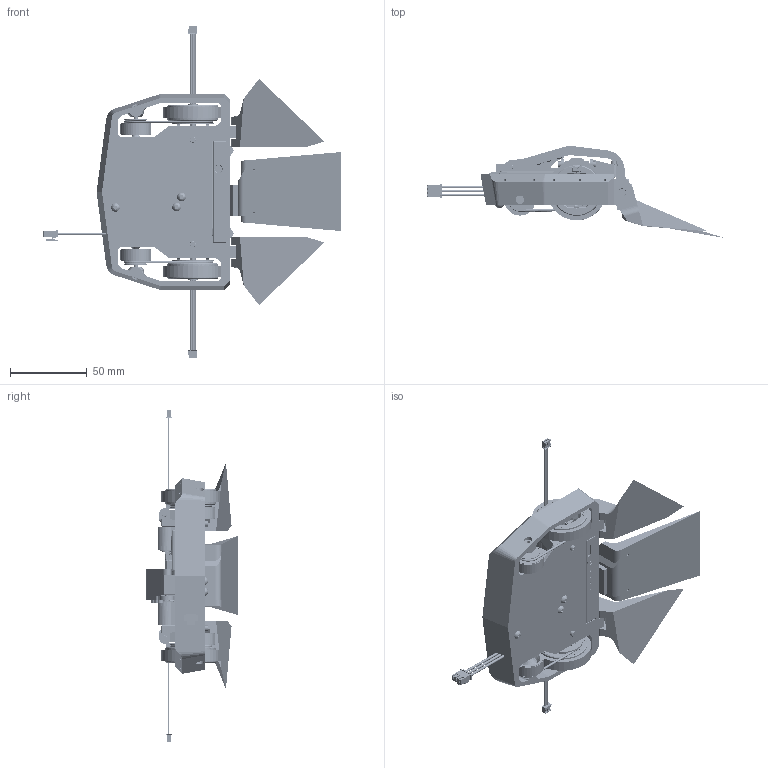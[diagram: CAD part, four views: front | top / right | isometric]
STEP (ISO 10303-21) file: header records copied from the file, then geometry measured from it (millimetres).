
FILE_DESCRIPTION(/* description */ (''),/* implementation_level */ '2;1');
FILE_NAME(/* name */ '黑厨子V2-模型总览（装配参考_可编辑）.stp',/* time_stamp */ '2024-08-19T17:47:45+08:00',/* author */ ('13326471722'),/* organization */ (''),/* preprocessor_version */ 'ST-DEVELOPER v18.1',/* originating_system */ 'Autodesk Inventor 2021',/* authorisation */ '');
FILE_SCHEMA (('AUTOMOTIVE_DESIGN { 1 0 10303 214 3 1 1 }'));
Products named in the file (39): 黑厨子-模型总览（装配参考_
可编辑）; 37MM00_ASM_9_ASM; 20230110-0001_8; M337MM00_8; 37MM0002_3; GB70_3-M3X6-12_9_3; 0020_15; 002_10-83079; 4X3XM30001_6; 00_28; 002_37; 00_54; O000_10; 002_22; 002_25; PRT0001_21; 3000_17; 0029_12; GB70_1-M2X6-8_8_3; M2X80001_1; 002_14; 002_10-102101; PRT0002_3; M2-5X18_5; 2_5X16XM20001_6; EM40D202312260001_ASM; 0007_ASM_52_ASM; 000_ASM_10_ASM; HY2_0-3PIN00_2-13258; XHB2_54-3PIN00_2-26166; HY2_0-3PIN00_2-31427; SH1_25-4PIN00_1; ZH1_5-3PIN00_1; 0011_7; XHB2_54-3PIN00_2-74479; SH1_25-3PIN00_1; EM40D_2S450MAH75C_0001; EM40D202403180001; GB70_2-M3X6-12_9_2
Assembly tree (66 placements, depth 5):
  黑厨子-模型总览（装配参考_
可编辑）
    37MM00_ASM_9_ASM  x2
      20230110-0001_8
      M337MM00_8
      37MM0002_3
      GB70_3-M3X6-12_9_3
    0020_15
    002_10-83079
    4X3XM30001_6
    00_28
    002_37
    00_54
    002_14  x2
    O000_10
    002_10-102101  x2
    2_5X16XM20001_6  x2
    002_22
    002_25
    PRT0001_21
    3000_17
    0029_12
    GB70_1-M2X6-8_8_3  x6
    M2X80001_1  x9
    PRT0002_3
    M2-5X18_5  x3
    GB70_2-M3X6-12_9_2  x5
    EM40D202312260001_ASM
      0007_ASM_52_ASM
        000_ASM_10_ASM
          HY2_0-3PIN00_2-13258
          XHB2_54-3PIN00_2-26166
          HY2_0-3PIN00_2-31427
          ZH1_5-3PIN00_1  x4
          SH1_25-4PIN00_1
          0011_7
          XHB2_54-3PIN00_2-74479
          SH1_25-3PIN00_1
    EM40D_2S450MAH75C_0001
    EM40D202403180001  x2
Bounding box: 193.34 x 59.83 x 216 mm (x, y, z)
Volume: 199513.9 mm3; surface area: 129591.6 mm2
Topology: 70 solids, 86 shells, 8109 faces, 21662 edges, 14200 vertices
Faces by surface type: plane 5282, cylinder 1383, bspline 872, cone 345, torus 142, sphere 85
Full cylindrical faces by diameter (mm): 0.5 x24, 0.6 x4, 1 x10, 1.1 x4, 1.4 x4, 1.5 x22, 1.6 x33, 1.65 x3, 1.7 x8, 2 x147, 2.2 x21, 2.3 x8, 2.4 x3, 2.5 x31, 2.6 x2, 2.7 x2, 2.75 x7, 2.8 x4, 3 x16, 3.1 x4, 3.2 x5, 3.25 x1, 3.8 x15, 4 x5, 4.5 x2, 5 x9, 5.1 x2, 5.5 x2, 6 x3, 7 x2
Entity records: 221727 total; most frequent: CARTESIAN_POINT 89811, ORIENTED_EDGE 28082, DIRECTION 24976, EDGE_CURVE 14041, LINE 10052, VECTOR 10052, VERTEX_POINT 9251, AXIS2_PLACEMENT_3D 7462
